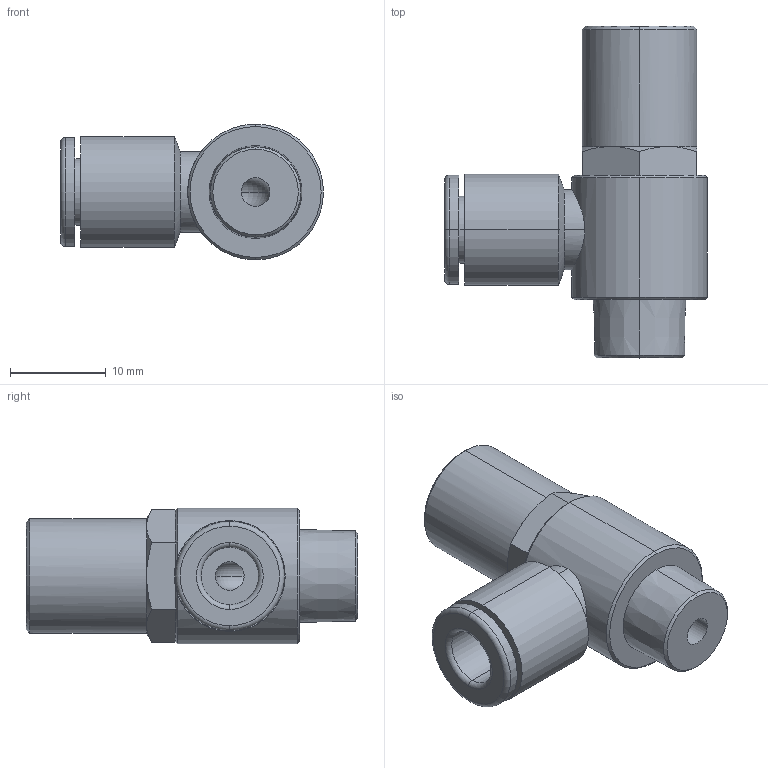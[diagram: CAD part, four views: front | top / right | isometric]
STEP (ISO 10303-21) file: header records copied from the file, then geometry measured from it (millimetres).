
FILE_DESCRIPTION (( 'STEP AP214' ), '1' );
FILE_NAME ('AS2201F-01-06SD.STEP', '2018-05-24T08:04:33', ( 'SONIC' ), ( 'UNITCOM PC' ), 'SwSTEP 2.0', 'SolidWorks 2015', '' );
FILE_SCHEMA (( 'AUTOMOTIVE_DESIGN' ));
Length unit declared in the file: millimetre
Products named in the file (1): AS2201F-01-06SD
Bounding box: 27.5 x 34.7 x 14.2 mm (x, y, z)
Volume: 5038.5 mm3; surface area: 2791 mm2
Topology: 1 solids, 1 shells, 72 faces, 201 edges, 127 vertices
Faces by surface type: plane 24, cylinder 23, cone 19, torus 6
Entity records: 2641 total; most frequent: CARTESIAN_POINT 602, DIRECTION 362, ORIENTED_EDGE 354, EDGE_CURVE 177, AXIS2_PLACEMENT_3D 151, VERTEX_POINT 115, EDGE_LOOP 82, CIRCLE 78
